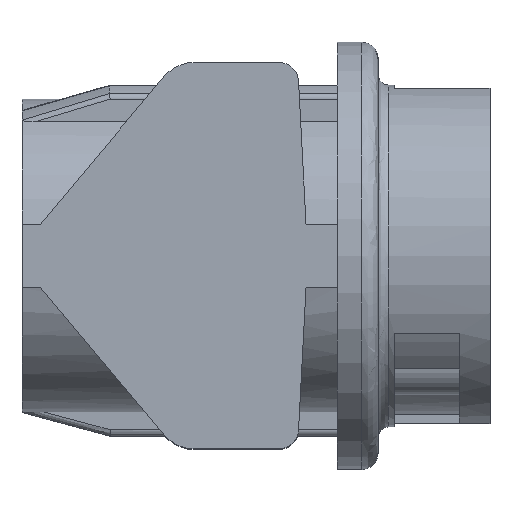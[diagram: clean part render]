
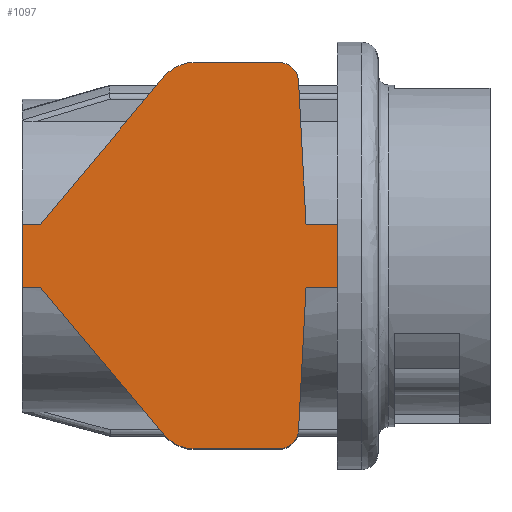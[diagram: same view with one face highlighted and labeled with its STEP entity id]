
A CAD part, top view. The second image highlights one B-rep face of the part: STEP entity #1097.
In plain terms, the highlighted planar face has unit normal (0, 0, 1).
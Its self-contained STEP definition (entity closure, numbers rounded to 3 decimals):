
#817=FACE_OUTER_BOUND('',#1909,.T.);
#1097=ADVANCED_FACE('',(#817),#1356,.T.);
#1356=PLANE('',#6660);
#1504=CIRCLE('',#6548,2.);
#1549=CIRCLE('',#6648,2.);
#1551=CIRCLE('',#6653,1.);
#1553=CIRCLE('',#6659,1.);
#1909=EDGE_LOOP('',(#2908,#2909,#2910,#2911,#2912,#2913,#2914,#2915,#2916,
#2917,#2918,#2919,#2920,#2921,#2922,#2923));
#2908=ORIENTED_EDGE('',*,*,#4926,.T.);
#2909=ORIENTED_EDGE('',*,*,#4925,.T.);
#2910=ORIENTED_EDGE('',*,*,#4927,.T.);
#2911=ORIENTED_EDGE('',*,*,#4928,.F.);
#2912=ORIENTED_EDGE('',*,*,#4918,.T.);
#2913=ORIENTED_EDGE('',*,*,#4912,.T.);
#2914=ORIENTED_EDGE('',*,*,#4915,.T.);
#2915=ORIENTED_EDGE('',*,*,#4910,.T.);
#2916=ORIENTED_EDGE('',*,*,#4905,.T.);
#2917=ORIENTED_EDGE('',*,*,#4904,.T.);
#2918=ORIENTED_EDGE('',*,*,#4921,.T.);
#2919=ORIENTED_EDGE('',*,*,#4929,.F.);
#2920=ORIENTED_EDGE('',*,*,#4930,.T.);
#2921=ORIENTED_EDGE('',*,*,#4748,.T.);
#2922=ORIENTED_EDGE('',*,*,#4745,.T.);
#2923=ORIENTED_EDGE('',*,*,#4742,.T.);
#4071=VERTEX_POINT('',#9164);
#4072=VERTEX_POINT('',#9166);
#4074=VERTEX_POINT('',#9172);
#4076=VERTEX_POINT('',#9178);
#4179=VERTEX_POINT('',#9670);
#4182=VERTEX_POINT('',#9675);
#4183=VERTEX_POINT('',#9679);
#4185=VERTEX_POINT('',#9685);
#4188=VERTEX_POINT('',#9692);
#4189=VERTEX_POINT('',#9694);
#4191=VERTEX_POINT('',#9705);
#4192=VERTEX_POINT('',#9708);
#4193=VERTEX_POINT('',#9712);
#4196=VERTEX_POINT('',#9717);
#4197=VERTEX_POINT('',#9722);
#4198=VERTEX_POINT('',#9725);
#4742=EDGE_CURVE('',#4072,#4071,#5522,.T.);
#4745=EDGE_CURVE('',#4074,#4072,#1504,.T.);
#4748=EDGE_CURVE('',#4076,#4074,#5526,.T.);
#4904=EDGE_CURVE('',#4179,#4182,#5615,.T.);
#4905=EDGE_CURVE('',#4183,#4179,#1549,.T.);
#4910=EDGE_CURVE('',#4185,#4183,#5619,.T.);
#4912=EDGE_CURVE('',#4189,#4188,#5621,.T.);
#4915=EDGE_CURVE('',#4188,#4185,#1551,.T.);
#4918=EDGE_CURVE('',#4191,#4189,#5625,.T.);
#4921=EDGE_CURVE('',#4182,#4192,#5628,.T.);
#4925=EDGE_CURVE('',#4193,#4196,#5632,.T.);
#4926=EDGE_CURVE('',#4071,#4193,#1553,.T.);
#4927=EDGE_CURVE('',#4196,#4197,#5633,.T.);
#4928=EDGE_CURVE('',#4191,#4197,#5634,.T.);
#4929=EDGE_CURVE('',#4198,#4192,#5635,.T.);
#4930=EDGE_CURVE('',#4198,#4076,#5636,.T.);
#5522=LINE('',#9165,#6043);
#5526=LINE('',#9177,#6047);
#5615=LINE('',#9676,#6136);
#5619=LINE('',#9688,#6140);
#5621=LINE('',#9693,#6142);
#5625=LINE('',#9704,#6146);
#5628=LINE('',#9709,#6149);
#5632=LINE('',#9718,#6153);
#5633=LINE('',#9721,#6154);
#5634=LINE('',#9723,#6155);
#5635=LINE('',#9724,#6156);
#5636=LINE('',#9726,#6157);
#6043=VECTOR('',#7396,1.);
#6047=VECTOR('',#7408,1.);
#6136=VECTOR('',#7690,1.);
#6140=VECTOR('',#7702,1.);
#6142=VECTOR('',#7706,1.);
#6146=VECTOR('',#7720,1.);
#6149=VECTOR('',#7723,1.);
#6153=VECTOR('',#7729,1.);
#6154=VECTOR('',#7734,1.);
#6155=VECTOR('',#7735,1.);
#6156=VECTOR('',#7736,1.);
#6157=VECTOR('',#7737,1.);
#6548=AXIS2_PLACEMENT_3D('',#9171,#7401,#7402);
#6648=AXIS2_PLACEMENT_3D('',#9678,#7693,#7694);
#6653=AXIS2_PLACEMENT_3D('',#9699,#7711,#7712);
#6659=AXIS2_PLACEMENT_3D('',#9720,#7732,#7733);
#6660=AXIS2_PLACEMENT_3D('',#9727,#7738,#7739);
#7396=DIRECTION('',(1.,0.,0.));
#7401=DIRECTION('',(0.,0.,1.));
#7402=DIRECTION('',(-0.766,-0.643,0.));
#7408=DIRECTION('',(0.643,-0.766,0.));
#7690=DIRECTION('',(-0.643,-0.766,0.));
#7693=DIRECTION('',(0.,0.,1.));
#7694=DIRECTION('',(0.,1.,0.));
#7702=DIRECTION('',(-1.,0.,0.));
#7706=DIRECTION('',(-0.052,0.999,0.));
#7711=DIRECTION('',(0.,0.,1.));
#7712=DIRECTION('',(0.999,0.052,0.));
#7720=DIRECTION('',(-1.,0.,0.));
#7723=DIRECTION('',(-1.,0.,0.));
#7729=DIRECTION('',(0.052,0.999,0.));
#7732=DIRECTION('',(0.,0.,1.));
#7733=DIRECTION('',(0.,-1.,0.));
#7734=DIRECTION('',(1.,0.,0.));
#7735=DIRECTION('',(0.,-1.,0.));
#7736=DIRECTION('',(0.,1.,0.));
#7737=DIRECTION('',(1.,0.,0.));
#7738=DIRECTION('',(0.,0.,1.));
#7739=DIRECTION('',(1.,0.,0.));
#9164=CARTESIAN_POINT('',(-58.184,-37.315,8.85));
#9165=CARTESIAN_POINT('',(-62.273,-37.315,8.85));
#9166=CARTESIAN_POINT('',(-62.273,-37.315,8.85));
#9171=CARTESIAN_POINT('',(-62.273,-35.315,8.85));
#9172=CARTESIAN_POINT('',(-63.805,-36.601,8.85));
#9177=CARTESIAN_POINT('',(-69.877,-29.365,8.85));
#9178=CARTESIAN_POINT('',(-69.877,-29.365,8.85));
#9670=CARTESIAN_POINT('',(-63.805,-19.03,8.85));
#9675=CARTESIAN_POINT('',(-69.877,-26.265,8.85));
#9676=CARTESIAN_POINT('',(-63.805,-19.03,8.85));
#9678=CARTESIAN_POINT('',(-62.273,-20.315,8.85));
#9679=CARTESIAN_POINT('',(-62.273,-18.315,8.85));
#9685=CARTESIAN_POINT('',(-58.184,-18.315,8.85));
#9688=CARTESIAN_POINT('',(-58.184,-18.315,8.85));
#9692=CARTESIAN_POINT('',(-57.186,-19.263,8.85));
#9693=CARTESIAN_POINT('',(-56.819,-26.265,8.85));
#9694=CARTESIAN_POINT('',(-56.819,-26.265,8.85));
#9699=CARTESIAN_POINT('',(-58.184,-19.315,8.85));
#9704=CARTESIAN_POINT('',(-55.277,-26.265,8.85));
#9705=CARTESIAN_POINT('',(-55.277,-26.265,8.85));
#9708=CARTESIAN_POINT('',(-70.777,-26.265,8.85));
#9709=CARTESIAN_POINT('',(-69.877,-26.265,8.85));
#9712=CARTESIAN_POINT('',(-57.186,-36.368,8.85));
#9717=CARTESIAN_POINT('',(-56.819,-29.365,8.85));
#9718=CARTESIAN_POINT('',(-57.186,-36.368,8.85));
#9720=CARTESIAN_POINT('',(-58.184,-36.315,8.85));
#9721=CARTESIAN_POINT('',(-56.819,-29.365,8.85));
#9722=CARTESIAN_POINT('',(-55.277,-29.365,8.85));
#9723=CARTESIAN_POINT('',(-55.277,-26.265,8.85));
#9724=CARTESIAN_POINT('',(-70.777,-29.365,8.85));
#9725=CARTESIAN_POINT('',(-70.777,-29.365,8.85));
#9726=CARTESIAN_POINT('',(-70.777,-29.365,8.85));
#9727=CARTESIAN_POINT('',(-70.877,-38.365,8.85));
